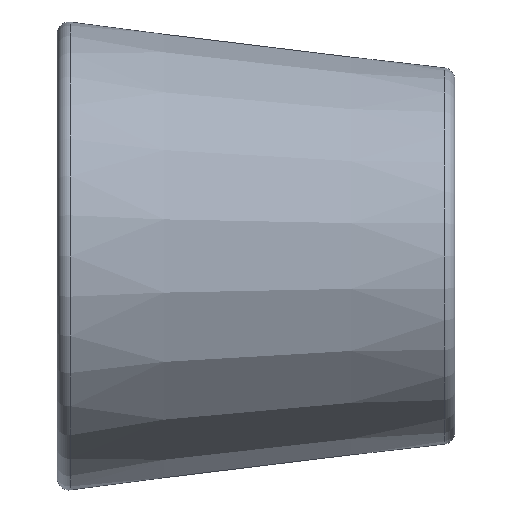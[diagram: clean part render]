
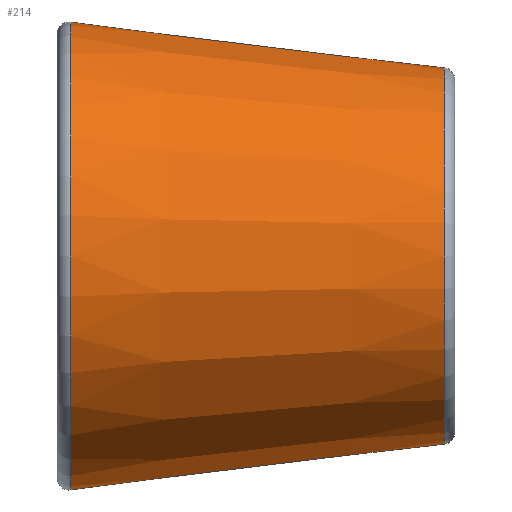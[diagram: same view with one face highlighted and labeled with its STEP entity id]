
A CAD part, left-side view. The second image highlights one B-rep face of the part: STEP entity #214.
In plain terms, the highlighted conical face has half-angle 6.98 degrees and reference radius 8.76 mm.
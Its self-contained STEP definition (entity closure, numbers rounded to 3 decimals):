
#37=FACE_OUTER_BOUND('',#49,.T.);
#49=EDGE_LOOP('',(#183,#184,#185,#186,#187,#188,#189,#190));
#59=LINE('',#402,#65);
#65=VECTOR('',#332,8.76);
#80=CIRCLE('',#259,9.701);
#81=CIRCLE('',#260,9.701);
#82=CIRCLE('',#261,9.701);
#84=CIRCLE('',#264,7.804);
#85=CIRCLE('',#265,7.804);
#86=CIRCLE('',#266,7.804);
#105=VERTEX_POINT('',#392);
#106=VERTEX_POINT('',#394);
#107=VERTEX_POINT('',#396);
#108=VERTEX_POINT('',#401);
#109=VERTEX_POINT('',#403);
#110=VERTEX_POINT('',#405);
#132=EDGE_CURVE('',#105,#106,#80,.T.);
#133=EDGE_CURVE('',#106,#107,#81,.T.);
#134=EDGE_CURVE('',#107,#105,#82,.T.);
#136=EDGE_CURVE('',#107,#108,#59,.T.);
#137=EDGE_CURVE('',#109,#108,#84,.T.);
#138=EDGE_CURVE('',#110,#109,#85,.T.);
#139=EDGE_CURVE('',#108,#110,#86,.T.);
#183=ORIENTED_EDGE('',*,*,#133,.F.);
#184=ORIENTED_EDGE('',*,*,#132,.F.);
#185=ORIENTED_EDGE('',*,*,#134,.F.);
#186=ORIENTED_EDGE('',*,*,#136,.T.);
#187=ORIENTED_EDGE('',*,*,#137,.F.);
#188=ORIENTED_EDGE('',*,*,#138,.F.);
#189=ORIENTED_EDGE('',*,*,#139,.F.);
#190=ORIENTED_EDGE('',*,*,#136,.F.);
#206=CONICAL_SURFACE('',#263,8.76,0.122);
#214=ADVANCED_FACE('',(#37),#206,.T.);
#259=AXIS2_PLACEMENT_3D('',#395,#322,#323);
#260=AXIS2_PLACEMENT_3D('',#397,#324,#325);
#261=AXIS2_PLACEMENT_3D('',#398,#326,#327);
#263=AXIS2_PLACEMENT_3D('',#400,#330,#331);
#264=AXIS2_PLACEMENT_3D('',#404,#333,#334);
#265=AXIS2_PLACEMENT_3D('',#406,#335,#336);
#266=AXIS2_PLACEMENT_3D('',#407,#337,#338);
#322=DIRECTION('center_axis',(0.,1.,0.));
#323=DIRECTION('ref_axis',(1.,0.,0.));
#324=DIRECTION('center_axis',(0.,1.,0.));
#325=DIRECTION('ref_axis',(1.,0.,0.));
#326=DIRECTION('center_axis',(0.,1.,0.));
#327=DIRECTION('ref_axis',(1.,0.,0.));
#330=DIRECTION('center_axis',(0.,1.,0.));
#331=DIRECTION('ref_axis',(-1.,0.,0.));
#332=DIRECTION('',(-0.122,-0.993,0.));
#333=DIRECTION('center_axis',(0.,-1.,0.));
#334=DIRECTION('ref_axis',(1.,0.,0.));
#335=DIRECTION('center_axis',(0.,-1.,0.));
#336=DIRECTION('ref_axis',(1.,0.,0.));
#337=DIRECTION('center_axis',(0.,-1.,0.));
#338=DIRECTION('ref_axis',(1.,0.,0.));
#392=CARTESIAN_POINT('',(-19.093,9.413,-9.701));
#394=CARTESIAN_POINT('',(-28.795,9.413,0.));
#395=CARTESIAN_POINT('Origin',(-19.093,9.413,0.));
#396=CARTESIAN_POINT('',(-9.392,9.413,0.));
#397=CARTESIAN_POINT('Origin',(-19.093,9.413,0.));
#398=CARTESIAN_POINT('Origin',(-19.093,9.413,0.));
#400=CARTESIAN_POINT('Origin',(-19.093,1.724,0.));
#401=CARTESIAN_POINT('',(-11.289,-6.087,0.));
#402=CARTESIAN_POINT('',(-10.333,1.724,0.));
#403=CARTESIAN_POINT('',(-19.093,-6.087,-7.804));
#404=CARTESIAN_POINT('Origin',(-19.093,-6.087,0.));
#405=CARTESIAN_POINT('',(-26.897,-6.087,0.));
#406=CARTESIAN_POINT('Origin',(-19.093,-6.087,0.));
#407=CARTESIAN_POINT('Origin',(-19.093,-6.087,0.));
